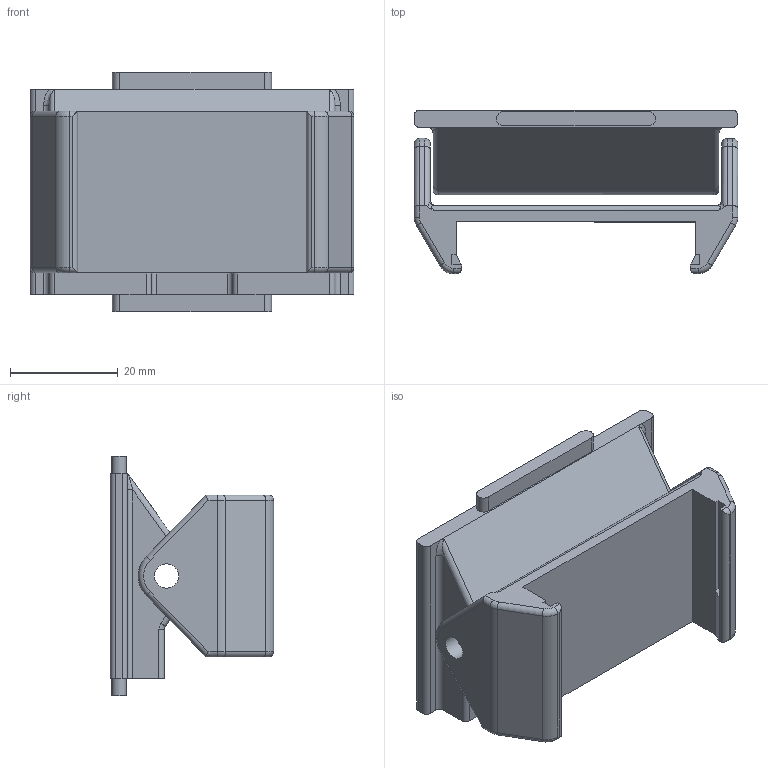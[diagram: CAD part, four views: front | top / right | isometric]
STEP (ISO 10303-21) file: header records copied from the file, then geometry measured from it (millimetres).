
FILE_DESCRIPTION(/* description */ (''),/* implementation_level */ '2;1');
FILE_NAME(/* name */ 'Cole''s Documents/Products/MaP/MaP-Website/plans/files/MaP-Front-Sensor-Mount v13.step',/* time_stamp */ '2017-05-29T12:21:50-07:00',/* author */ (''),/* organization */ (''),/* preprocessor_version */ 'ST-DEVELOPER v16.13',/* originating_system */ 'Autodesk Translation Framework v6.1.1.50',/* authorisation */ '');
FILE_SCHEMA (('AUTOMOTIVE_DESIGN { 1 0 10303 214 3 1 1 }'));
Length unit declared in the file: millimetre
Products named in the file (3): MaP-Front-Sensor-Mount v13; Face-Mount; Face-US
Assembly tree (2 placements, depth 2):
  MaP-Front-Sensor-Mount v13
    Face-Mount
    Face-US
Bounding box: 60.01 x 30.28 x 44.45 mm (x, y, z)
Volume: 31057.1 mm3; surface area: 13598.2 mm2
Topology: 2 solids, 2 shells, 144 faces, 350 edges, 211 vertices
Faces by surface type: cylinder 61, plane 53, torus 18, bspline 10, sphere 2
Full cylindrical faces by diameter (mm): 4.496 x3
Entity records: 4581 total; most frequent: CARTESIAN_POINT 1100, DIRECTION 753, ORIENTED_EDGE 694, EDGE_CURVE 347, AXIS2_PLACEMENT_3D 282, VERTEX_POINT 211, LINE 189, VECTOR 189
